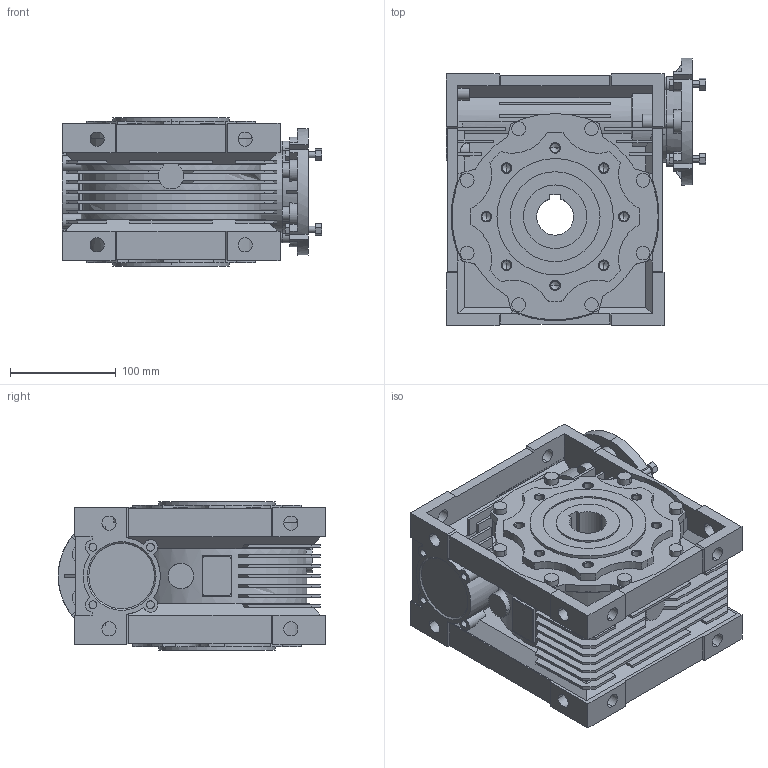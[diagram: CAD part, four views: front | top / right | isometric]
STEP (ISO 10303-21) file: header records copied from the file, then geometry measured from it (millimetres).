
FILE_DESCRIPTION (( 'STEP AP214' ), '1' );
FILE_NAME ('PMRV090_80_B14.STEP', '2018-05-29T12:05:30', ( 'admin' ), ( '' ), 'SwSTEP 2.0', 'SolidWorks 2018', '' );
FILE_SCHEMA (( 'AUTOMOTIVE_DESIGN' ));
Length unit declared in the file: millimetre
Products named in the file (1): PMRV090_80_B14
Bounding box: 245.5 x 253 x 140 mm (x, y, z)
Volume: 4481671.5 mm3; surface area: 633607 mm2
Topology: 4 solids, 6 shells, 1099 faces, 2964 edges, 1910 vertices
Faces by surface type: plane 632, cylinder 356, cone 107, torus 4
Entity records: 35769 total; most frequent: CARTESIAN_POINT 7819, ORIENTED_EDGE 5864, DIRECTION 5840, EDGE_CURVE 2932, AXIS2_PLACEMENT_3D 1995, VERTEX_POINT 1910, VECTOR 1850, LINE 1850
